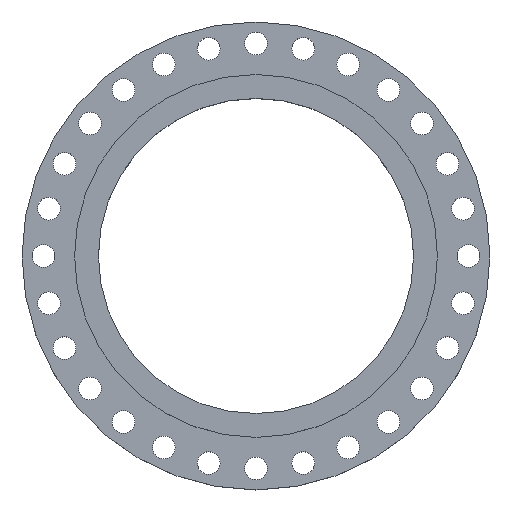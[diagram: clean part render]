
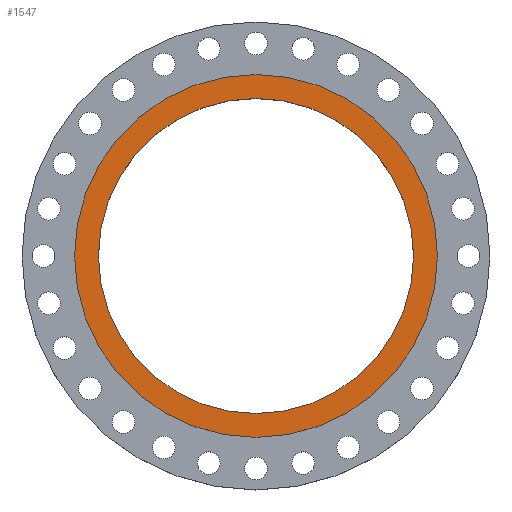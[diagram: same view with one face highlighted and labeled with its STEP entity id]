
A CAD part, top view. The second image highlights one B-rep face of the part: STEP entity #1547.
In plain terms, the highlighted planar face has unit normal (0, 0, 1).
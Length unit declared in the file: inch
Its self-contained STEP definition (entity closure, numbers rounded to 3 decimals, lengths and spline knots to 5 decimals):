
#4 = CARTESIAN_POINT ( 'NONE',  ( 0., 16.5, 0. ) ) ;
#76 = CARTESIAN_POINT ( 'NONE',  ( -19., 0., 0. ) ) ;
#83 = CARTESIAN_POINT ( 'NONE',  ( 0., 0., 0. ) ) ;
#111 = EDGE_CURVE ( 'NONE', #542, #2511, #1311, .T. ) ;
#199 = AXIS2_PLACEMENT_3D ( 'NONE', #4, #431, #1481 ) ;
#234 = ORIENTED_EDGE ( 'NONE', *, *, #111, .F. ) ;
#363 = CARTESIAN_POINT ( 'NONE',  ( 16.5, 0., 0. ) ) ;
#431 = DIRECTION ( 'NONE',  ( 0., 0., -1. ) ) ;
#446 = DIRECTION ( 'NONE',  ( 1., 0., 0. ) ) ;
#490 = DIRECTION ( 'NONE',  ( 0., 0., 1. ) ) ;
#511 = CIRCLE ( 'NONE', #849, 16.5 ) ;
#542 = VERTEX_POINT ( 'NONE', #363 ) ;
#546 = DIRECTION ( 'NONE',  ( 1., 0., 0. ) ) ;
#613 = EDGE_LOOP ( 'NONE', ( #2174, #880 ) ) ;
#660 = PLANE ( 'NONE',  #199 ) ;
#760 = CIRCLE ( 'NONE', #1819, 19. ) ;
#820 = DIRECTION ( 'NONE',  ( 1., 0., 0. ) ) ;
#849 = AXIS2_PLACEMENT_3D ( 'NONE', #83, #1151, #546 ) ;
#880 = ORIENTED_EDGE ( 'NONE', *, *, #2384, .T. ) ;
#1014 = EDGE_CURVE ( 'NONE', #2382, #1732, #2588, .T. ) ;
#1151 = DIRECTION ( 'NONE',  ( 0., 0., 1. ) ) ;
#1277 = EDGE_CURVE ( 'NONE', #2511, #542, #511, .T. ) ;
#1311 = CIRCLE ( 'NONE', #2120, 16.5 ) ;
#1320 = AXIS2_PLACEMENT_3D ( 'NONE', #1585, #2607, #820 ) ;
#1470 = CARTESIAN_POINT ( 'NONE',  ( 0., 0., 0. ) ) ;
#1481 = DIRECTION ( 'NONE',  ( -1., 0., 0. ) ) ;
#1547 = ADVANCED_FACE ( 'NONE', ( #2033, #2460 ), #660, .F. ) ;
#1553 = CARTESIAN_POINT ( 'NONE',  ( 0., 0., 0. ) ) ;
#1585 = CARTESIAN_POINT ( 'NONE',  ( 0., 0., 0. ) ) ;
#1723 = DIRECTION ( 'NONE',  ( 1., 0., 0. ) ) ;
#1732 = VERTEX_POINT ( 'NONE', #76 ) ;
#1819 = AXIS2_PLACEMENT_3D ( 'NONE', #1470, #2274, #446 ) ;
#1832 = ORIENTED_EDGE ( 'NONE', *, *, #1277, .F. ) ;
#1849 = CARTESIAN_POINT ( 'NONE',  ( 19., 0., 0. ) ) ;
#2033 = FACE_BOUND ( 'NONE', #2308, .T. ) ;
#2120 = AXIS2_PLACEMENT_3D ( 'NONE', #1553, #490, #1723 ) ;
#2174 = ORIENTED_EDGE ( 'NONE', *, *, #1014, .T. ) ;
#2274 = DIRECTION ( 'NONE',  ( 0., 0., 1. ) ) ;
#2308 = EDGE_LOOP ( 'NONE', ( #234, #1832 ) ) ;
#2382 = VERTEX_POINT ( 'NONE', #1849 ) ;
#2384 = EDGE_CURVE ( 'NONE', #1732, #2382, #760, .T. ) ;
#2460 = FACE_OUTER_BOUND ( 'NONE', #613, .T. ) ;
#2486 = CARTESIAN_POINT ( 'NONE',  ( -16.5, 0., 0. ) ) ;
#2511 = VERTEX_POINT ( 'NONE', #2486 ) ;
#2588 = CIRCLE ( 'NONE', #1320, 19. ) ;
#2607 = DIRECTION ( 'NONE',  ( 0., 0., 1. ) ) ;
